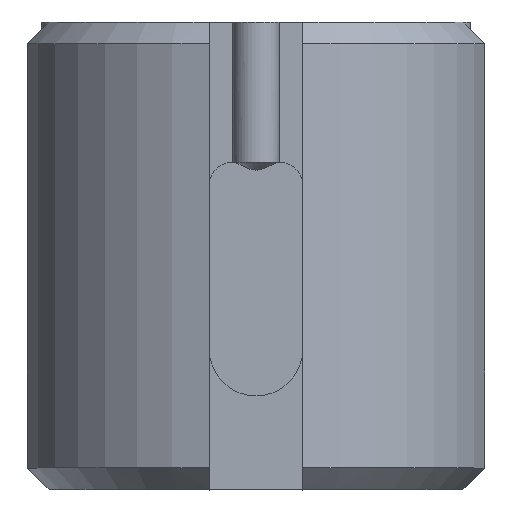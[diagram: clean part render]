
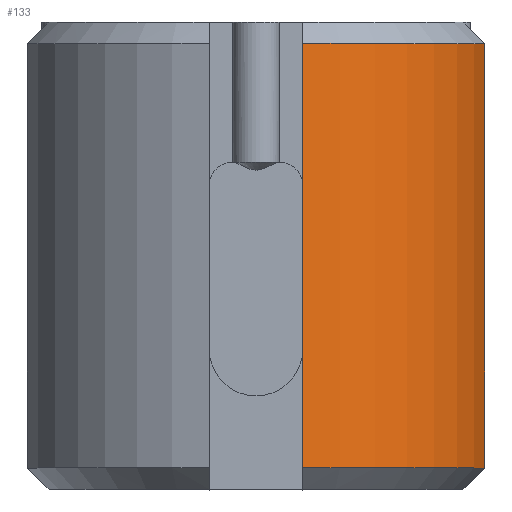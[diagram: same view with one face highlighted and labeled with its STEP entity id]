
A CAD part, top view. The second image highlights one B-rep face of the part: STEP entity #133.
In plain terms, the highlighted cylindrical face has radius 10 mm (diameter 20 mm), a partial arc.
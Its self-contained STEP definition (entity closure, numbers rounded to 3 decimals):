
#133 = ADVANCED_FACE( '', ( #311 ), #312, .T. );
#311 = FACE_OUTER_BOUND( '', #538, .T. );
#312 = CYLINDRICAL_SURFACE( '', #539, 10. );
#538 = EDGE_LOOP( '', ( #903, #904, #905, #906 ) );
#539 = AXIS2_PLACEMENT_3D( '', #907, #908, #909 );
#903 = ORIENTED_EDGE( '', *, *, #1548, .F. );
#904 = ORIENTED_EDGE( '', *, *, #1520, .T. );
#905 = ORIENTED_EDGE( '', *, *, #1431, .T. );
#906 = ORIENTED_EDGE( '', *, *, #1494, .T. );
#907 = CARTESIAN_POINT( '', ( 0., 0., 0. ) );
#908 = DIRECTION( '', ( 0., 1., 0. ) );
#909 = DIRECTION( '', ( 0., 0., -1. ) );
#1431 = EDGE_CURVE( '', #1733, #1734, #1735, .T. );
#1494 = EDGE_CURVE( '', #1734, #1844, #1846, .T. );
#1520 = EDGE_CURVE( '', #1892, #1733, #1893, .F. );
#1548 = EDGE_CURVE( '', #1892, #1844, #1935, .T. );
#1733 = VERTEX_POINT( '', #2222 );
#1734 = VERTEX_POINT( '', #2223 );
#1735 = CIRCLE( '', #2224, 10. );
#1844 = VERTEX_POINT( '', #2375 );
#1846 = LINE( '', #2380, #2381 );
#1892 = VERTEX_POINT( '', #2456 );
#1893 = LINE( '', #2457, #2458 );
#1935 = CIRCLE( '', #2530, 10. );
#2222 = CARTESIAN_POINT( '', ( 9.798, 19.08, 2. ) );
#2223 = CARTESIAN_POINT( '', ( 2., 19.08, 9.798 ) );
#2224 = AXIS2_PLACEMENT_3D( '', #2996, #2997, #2998 );
#2375 = CARTESIAN_POINT( '', ( 2., 0.92, 9.798 ) );
#2380 = CARTESIAN_POINT( '', ( 2., 0., 9.798 ) );
#2381 = VECTOR( '', #3083, 1000. );
#2456 = CARTESIAN_POINT( '', ( 9.798, 0.92, 2. ) );
#2457 = CARTESIAN_POINT( '', ( 9.798, 0., 2. ) );
#2458 = VECTOR( '', #3111, 1000. );
#2530 = AXIS2_PLACEMENT_3D( '', #3143, #3144, #3145 );
#2996 = CARTESIAN_POINT( '', ( 0., 19.08, 0. ) );
#2997 = DIRECTION( '', ( 0., -1., 0. ) );
#2998 = DIRECTION( '', ( 0., 0., -1. ) );
#3083 = DIRECTION( '', ( 0., -1., 0. ) );
#3111 = DIRECTION( '', ( 0., -1., 0. ) );
#3143 = CARTESIAN_POINT( '', ( 0., 0.92, 0. ) );
#3144 = DIRECTION( '', ( 0., -1., 0. ) );
#3145 = DIRECTION( '', ( 0., 0., -1. ) );
